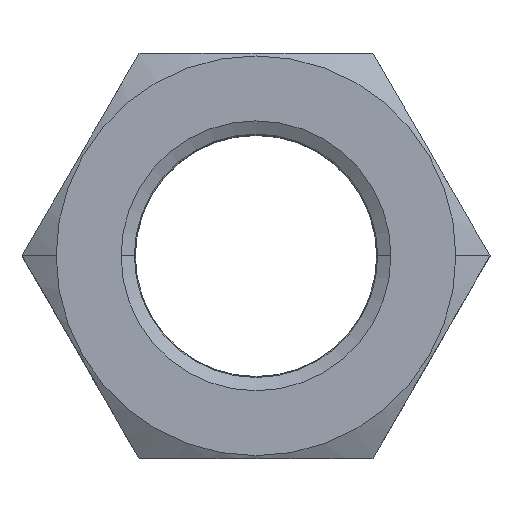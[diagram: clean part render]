
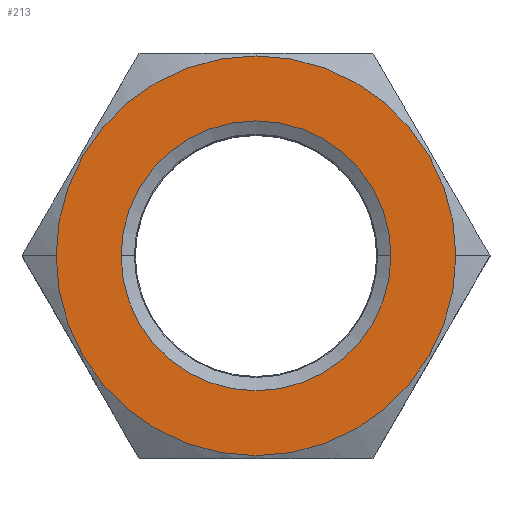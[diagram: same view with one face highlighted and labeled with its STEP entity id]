
A CAD part, top view. The second image highlights one B-rep face of the part: STEP entity #213.
In plain terms, the highlighted planar face has unit normal (0, 0, 1).
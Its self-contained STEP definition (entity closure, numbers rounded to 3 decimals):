
#142 = VERTEX_POINT ( 'NONE', #1279 ) ;
#213 = ADVANCED_FACE ( 'NONE', ( #1286, #1344 ), #418, .T. ) ;
#355 = EDGE_LOOP ( 'NONE', ( #1102, #746 ) ) ;
#361 = DIRECTION ( 'NONE',  ( 0., 0., -1. ) ) ;
#398 = AXIS2_PLACEMENT_3D ( 'NONE', #2550, #2690, #1923 ) ;
#418 = PLANE ( 'NONE',  #1454 ) ;
#493 = CIRCLE ( 'NONE', #398, 18.314 ) ;
#559 = VERTEX_POINT ( 'NONE', #2064 ) ;
#746 = ORIENTED_EDGE ( 'NONE', *, *, #2141, .F. ) ;
#1074 = CARTESIAN_POINT ( 'NONE',  ( 0., 0., 0. ) ) ;
#1102 = ORIENTED_EDGE ( 'NONE', *, *, #1235, .F. ) ;
#1235 = EDGE_CURVE ( 'NONE', #2105, #2072, #2514, .T. ) ;
#1279 = CARTESIAN_POINT ( 'NONE',  ( 18.314, 0., 0. ) ) ;
#1286 = FACE_BOUND ( 'NONE', #2344, .T. ) ;
#1344 = FACE_OUTER_BOUND ( 'NONE', #355, .T. ) ;
#1454 = AXIS2_PLACEMENT_3D ( 'NONE', #2743, #2693, #2695 ) ;
#1475 = CIRCLE ( 'NONE', #2013, 18.314 ) ;
#1508 = CARTESIAN_POINT ( 'NONE',  ( 27.125, 0., 0. ) ) ;
#1680 = AXIS2_PLACEMENT_3D ( 'NONE', #2023, #1933, #1953 ) ;
#1818 = ORIENTED_EDGE ( 'NONE', *, *, #2713, .T. ) ;
#1923 = DIRECTION ( 'NONE',  ( 1., 0., 0. ) ) ;
#1933 = DIRECTION ( 'NONE',  ( 0., 0., -1. ) ) ;
#1947 = CARTESIAN_POINT ( 'NONE',  ( -27.125, 0., 0. ) ) ;
#1953 = DIRECTION ( 'NONE',  ( -1., 0., 0. ) ) ;
#2013 = AXIS2_PLACEMENT_3D ( 'NONE', #1074, #361, #2388 ) ;
#2023 = CARTESIAN_POINT ( 'NONE',  ( 0., 0., 0. ) ) ;
#2064 = CARTESIAN_POINT ( 'NONE',  ( -18.314, 0., 0. ) ) ;
#2072 = VERTEX_POINT ( 'NONE', #1508 ) ;
#2105 = VERTEX_POINT ( 'NONE', #1947 ) ;
#2141 = EDGE_CURVE ( 'NONE', #2072, #2105, #2215, .T. ) ;
#2215 = CIRCLE ( 'NONE', #2591, 27.125 ) ;
#2344 = EDGE_LOOP ( 'NONE', ( #1818, #2417 ) ) ;
#2388 = DIRECTION ( 'NONE',  ( 1., 0., 0. ) ) ;
#2417 = ORIENTED_EDGE ( 'NONE', *, *, #2533, .T. ) ;
#2514 = CIRCLE ( 'NONE', #1680, 27.125 ) ;
#2533 = EDGE_CURVE ( 'NONE', #559, #142, #1475, .T. ) ;
#2550 = CARTESIAN_POINT ( 'NONE',  ( 0., 0., 0. ) ) ;
#2591 = AXIS2_PLACEMENT_3D ( 'NONE', #2729, #2735, #2741 ) ;
#2690 = DIRECTION ( 'NONE',  ( 0., 0., -1. ) ) ;
#2693 = DIRECTION ( 'NONE',  ( 0., 0., 1. ) ) ;
#2695 = DIRECTION ( 'NONE',  ( 1., 0., 0. ) ) ;
#2713 = EDGE_CURVE ( 'NONE', #142, #559, #493, .T. ) ;
#2729 = CARTESIAN_POINT ( 'NONE',  ( 0., 0., 0. ) ) ;
#2735 = DIRECTION ( 'NONE',  ( 0., 0., -1. ) ) ;
#2741 = DIRECTION ( 'NONE',  ( -1., 0., 0. ) ) ;
#2743 = CARTESIAN_POINT ( 'NONE',  ( 47.631, -27.5, 0. ) ) ;
